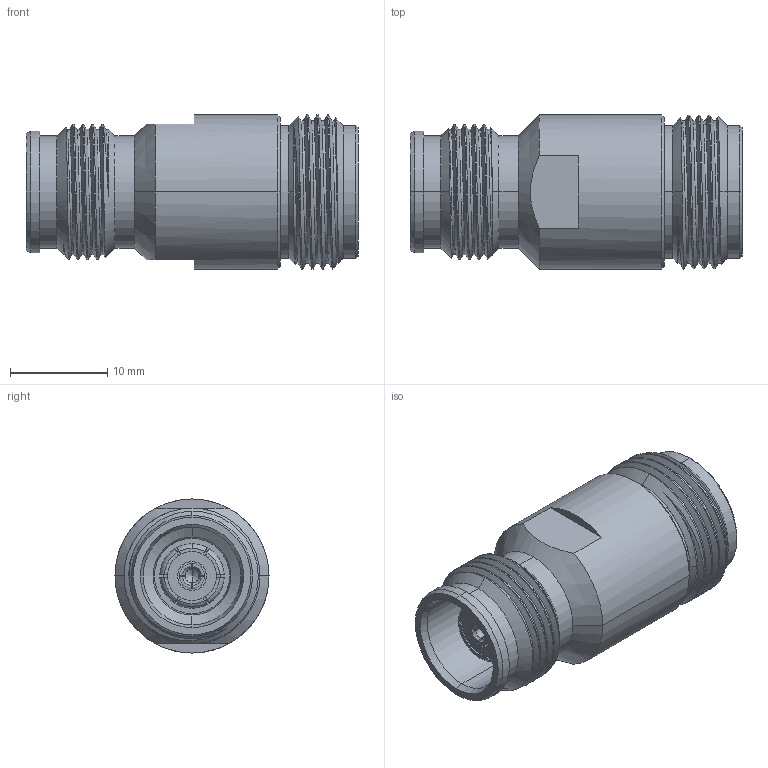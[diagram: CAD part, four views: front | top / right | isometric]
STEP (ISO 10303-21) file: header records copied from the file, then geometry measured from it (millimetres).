
FILE_DESCRIPTION (( 'STEP AP214' ), '1' );
FILE_NAME ('FMAD1271.step', '2021-07-16T15:11:02', ( '' ), ( '' ), 'SwSTEP 2.0', 'SolidWorks 2020', '' );
FILE_SCHEMA (( 'AUTOMOTIVE_DESIGN' ));
Length unit declared in the file: inch
Products named in the file (1): FMAD1271
Bounding box: 34.22 x 15.88 x 15.88 mm (x, y, z)
Volume: 4498.4 mm3; surface area: 3036.3 mm2
Topology: 1 solids, 1 shells, 184 faces, 472 edges, 301 vertices
Faces by surface type: plane 66, cylinder 59, cone 46, torus 7, bspline 6
Entity records: 8733 total; most frequent: CARTESIAN_POINT 4395, ORIENTED_EDGE 940, DIRECTION 881, EDGE_CURVE 470, AXIS2_PLACEMENT_3D 354, VERTEX_POINT 301, EDGE_LOOP 197, FACE_OUTER_BOUND 184
